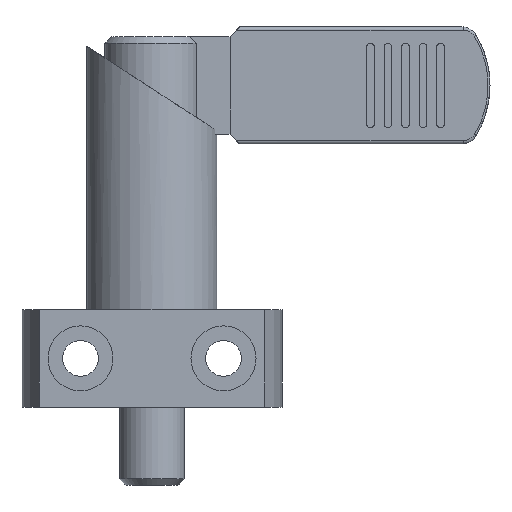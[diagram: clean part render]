
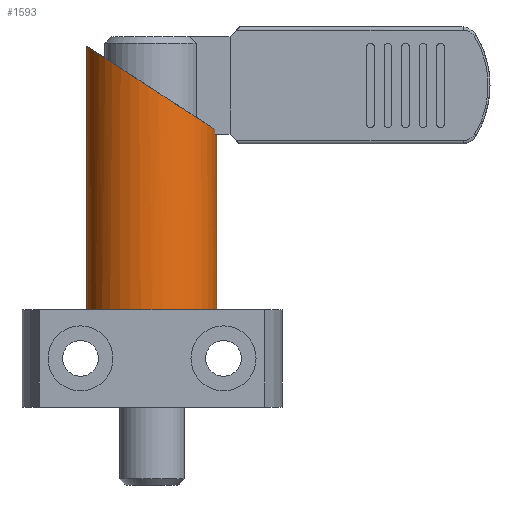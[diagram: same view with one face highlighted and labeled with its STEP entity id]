
A CAD part, front view. The second image highlights one B-rep face of the part: STEP entity #1593.
In plain terms, the highlighted cylindrical face has radius 10 mm (diameter 20 mm), a partial arc.
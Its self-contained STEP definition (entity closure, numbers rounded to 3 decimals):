
#951=EDGE_CURVE('',#1309,#2113,#2464,.T.);
#955=VERTEX_POINT('',#2468);
#1033=EDGE_CURVE('',#955,#1309,#2557,.T.);
#1055=VERTEX_POINT('',#2582);
#1183=EDGE_CURVE('',#1259,#1055,#2721,.T.);
#1259=VERTEX_POINT('',#2799);
#1289=EDGE_CURVE('',#1851,#2151,#2831,.T.);
#1309=VERTEX_POINT('',#2854);
#1593=ADVANCED_FACE('',(#3163),#3164,.T.);
#1809=EDGE_CURVE('',#1055,#955,#3415,.T.);
#1851=VERTEX_POINT('',#3462);
#2095=EDGE_CURVE('',#2113,#2151,#3737,.T.);
#2113=VERTEX_POINT('',#3756);
#2117=EDGE_CURVE('',#1259,#1851,#3761,.T.);
#2151=VERTEX_POINT('',#3799);
#2464=CIRCLE('',#4189,10.0);
#2468=CARTESIAN_POINT('',(-10.0,0.,15.0));
#2557=CIRCLE('',#4318,10.0);
#2582=CARTESIAN_POINT('',(-10.0,0.,55.488));
#2721=ELLIPSE('',#4542,11.924,10.0);
#2799=CARTESIAN_POINT('',(9.682,-2.5,42.706));
#2831=CIRCLE('',#4703,10.0);
#2854=CARTESIAN_POINT('',(0.,-10.0,15.0));
#3163=FACE_OUTER_BOUND('',#5162,.T.);
#3164=CYLINDRICAL_SURFACE('',#5163,10.0);
#3415=LINE('',#5499,#5500);
#3462=CARTESIAN_POINT('',(9.682,-2.5,42.0));
#3737=LINE('',#5954,#5955);
#3756=CARTESIAN_POINT('',(10.0,0.,15.0));
#3761=LINE('',#5991,#5992);
#3799=CARTESIAN_POINT('',(10.0,0.,42.0));
#4189=AXIS2_PLACEMENT_3D('',#6431,#6432,#6433);
#4318=AXIS2_PLACEMENT_3D('',#6572,#6573,#6574);
#4542=AXIS2_PLACEMENT_3D('',#6753,#6754,#6755);
#4703=AXIS2_PLACEMENT_3D('',#6845,#6846,#6847);
#5162=EDGE_LOOP('',(#7214,#7215,#7216,#7217,#7218,#7219,#7220));
#5163=AXIS2_PLACEMENT_3D('',#7221,#7222,#7223);
#5499=CARTESIAN_POINT('',(-10.0,0.,27.8));
#5500=VECTOR('',#7565,1.0);
#5954=CARTESIAN_POINT('',(10.0,0.,27.8));
#5955=VECTOR('',#7985,1.0);
#5991=CARTESIAN_POINT('',(9.682,-2.5,48.744));
#5992=VECTOR('',#8009,1.0);
#6431=CARTESIAN_POINT('',(0.0,0.0,15.0));
#6432=DIRECTION('',(0.0,0.0,1.0));
#6433=DIRECTION('',(1.0,0.0,0.0));
#6572=CARTESIAN_POINT('',(0.0,0.0,15.0));
#6573=DIRECTION('',(0.0,0.0,1.0));
#6574=DIRECTION('',(1.0,0.0,0.0));
#6753=CARTESIAN_POINT('',(0.0,0.0,48.994));
#6754=DIRECTION('',(-0.545,-0.0,-0.839));
#6755=DIRECTION('',(0.839,0.0,-0.545));
#6845=CARTESIAN_POINT('',(0.0,0.0,42.0));
#6846=DIRECTION('',(0.0,0.0,1.0));
#6847=DIRECTION('',(1.0,0.0,0.0));
#7214=ORIENTED_EDGE('',*,*,#2095,.T.);
#7215=ORIENTED_EDGE('',*,*,#1289,.F.);
#7216=ORIENTED_EDGE('',*,*,#2117,.F.);
#7217=ORIENTED_EDGE('',*,*,#1183,.T.);
#7218=ORIENTED_EDGE('',*,*,#1809,.T.);
#7219=ORIENTED_EDGE('',*,*,#1033,.T.);
#7220=ORIENTED_EDGE('',*,*,#951,.T.);
#7221=CARTESIAN_POINT('',(0.0,0.0,27.8));
#7222=DIRECTION('',(-0.0,-0.0,-1.0));
#7223=DIRECTION('',(1.0,0.0,0.0));
#7565=DIRECTION('',(-0.0,-0.0,-1.0));
#7985=DIRECTION('',(0.0,0.0,1.0));
#8009=DIRECTION('',(-0.0,-0.0,-1.0));
